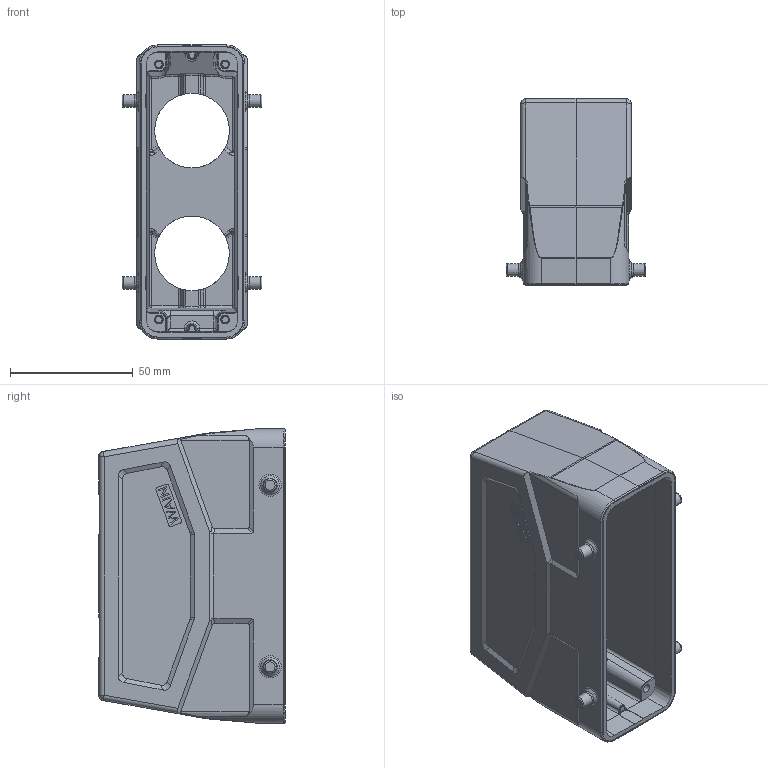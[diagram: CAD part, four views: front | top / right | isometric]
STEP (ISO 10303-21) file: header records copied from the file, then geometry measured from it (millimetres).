
FILE_DESCRIPTION(/* description */ (''),/* implementation_level */ '2;1');
FILE_NAME(/* name */ 'prt0025_stp.stp',/* time_stamp */ '2023-11-30T16:17:58+08:00',/* author */ (''),/* organization */ (''),/* preprocessor_version */ 'ST-DEVELOPER v18.1',/* originating_system */ 'SIEMENS PLM Software NX 1980',/* authorisation */ '');
FILE_SCHEMA (('AUTOMOTIVE_DESIGN { 1 0 10303 214 3 1 1 1 }'));
Length unit declared in the file: millimetre
Products named in the file (1): prt0025_stp
Bounding box: 57 x 76 x 120 mm (x, y, z)
Volume: 96529.8 mm3; surface area: 51289.9 mm2
Topology: 1 solids, 1 shells, 519 faces, 1304 edges, 803 vertices
Faces by surface type: plane 230, cylinder 161, bspline 52, torus 32, cone 22, sphere 20, extrusion 2
Full cylindrical faces by diameter (mm): 2.7 x4, 3.5 x4, 30.4 x2
Entity records: 17000 total; most frequent: CARTESIAN_POINT 4864, DIRECTION 2518, ORIENTED_EDGE 2514, EDGE_CURVE 1257, AXIS2_PLACEMENT_3D 911, VERTEX_POINT 795, VECTOR 696, LINE 694
